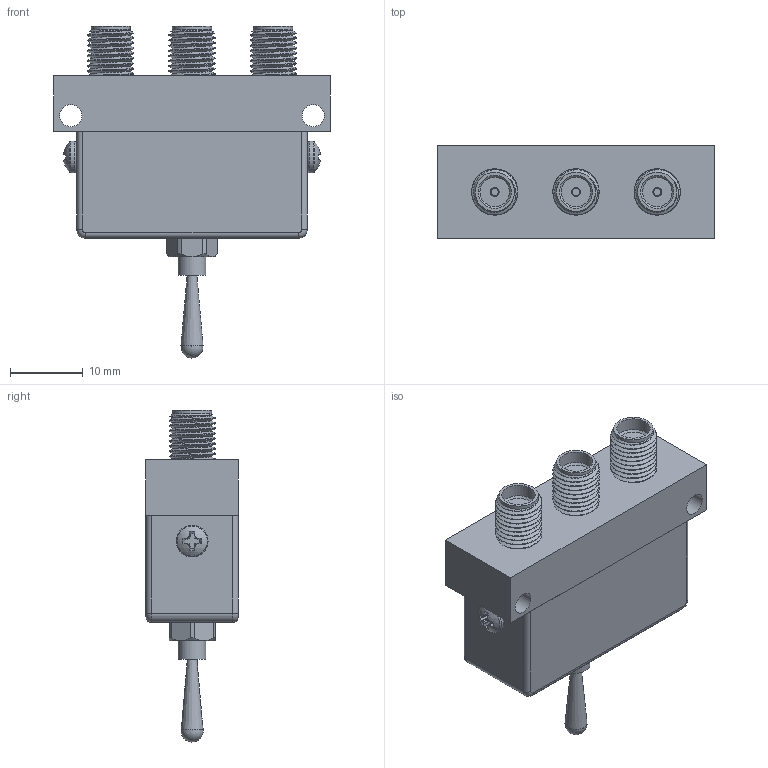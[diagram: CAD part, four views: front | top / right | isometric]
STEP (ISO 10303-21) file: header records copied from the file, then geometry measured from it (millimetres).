
FILE_DESCRIPTION (( 'STEP AP203' ), '1' );
FILE_NAME ('PE7SM1000A_3D.step', '2021-02-09T18:54:39', ( '' ), ( '' ), 'SwSTEP 2.0', 'SolidWorks 2018', '' );
FILE_SCHEMA (( 'CONFIG_CONTROL_DESIGN' ));
Length unit declared in the file: inch
Products named in the file (1): PE7SM1000A_3D
Bounding box: 38.1 x 12.76 x 45.67 mm (x, y, z)
Volume: 10110.4 mm3; surface area: 4224.5 mm2
Topology: 1 solids, 1 shells, 963 faces, 2584 edges, 1716 vertices
Faces by surface type: plane 583, bspline 286, cylinder 62, cone 21, torus 8, sphere 3
Full cylindrical faces by diameter (mm): 1.016 x3, 1.194 x3, 3.048 x2, 3.81 x1, 4.365 x2, 4.572 x3, 5.385 x3
Entity records: 47201 total; most frequent: CARTESIAN_POINT 25219, ORIENTED_EDGE 5092, DIRECTION 3385, EDGE_CURVE 2546, LINE 1743, VECTOR 1743, VERTEX_POINT 1707, EDGE_LOOP 1089
